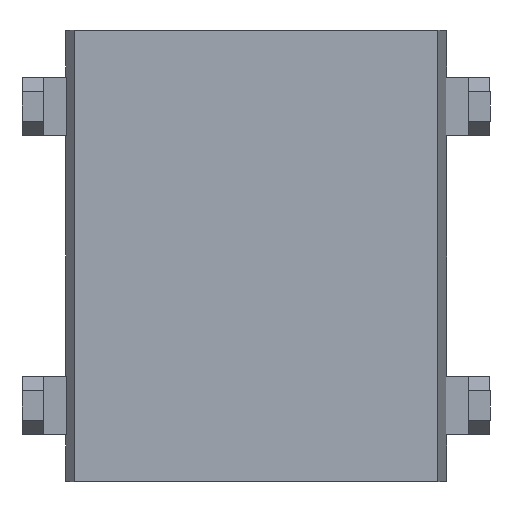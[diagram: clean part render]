
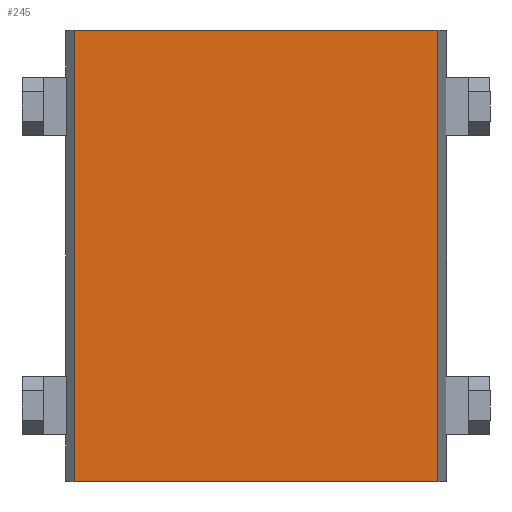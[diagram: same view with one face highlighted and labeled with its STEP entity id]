
A CAD part, front view. The second image highlights one B-rep face of the part: STEP entity #245.
In plain terms, the highlighted planar face has unit normal (0, -1, 0).
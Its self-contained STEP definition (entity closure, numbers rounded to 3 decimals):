
#125 = EDGE_CURVE ( 'NONE', #126, #190, #1457, .T. ) ;
#126 = VERTEX_POINT ( 'NONE', #1453 ) ;
#162 = ORIENTED_EDGE ( 'NONE', *, *, #164, .F. ) ;
#163 = VERTEX_POINT ( 'NONE', #1574 ) ;
#164 = EDGE_CURVE ( 'NONE', #163, #249, #1572, .T. ) ;
#165 = ORIENTED_EDGE ( 'NONE', *, *, #166, .F. ) ;
#166 = EDGE_CURVE ( 'NONE', #126, #163, #1626, .T. ) ;
#167 = ORIENTED_EDGE ( 'NONE', *, *, #125, .T. ) ;
#190 = VERTEX_POINT ( 'NONE', #1638 ) ;
#245 = ADVANCED_FACE ( 'NONE', ( #1783 ), #1828, .F. ) ;
#246 = EDGE_LOOP ( 'NONE', ( #247, #162, #165, #167 ) ) ;
#247 = ORIENTED_EDGE ( 'NONE', *, *, #248, .T. ) ;
#248 = EDGE_CURVE ( 'NONE', #190, #249, #1827, .T. ) ;
#249 = VERTEX_POINT ( 'NONE', #1819 ) ;
#1453 = CARTESIAN_POINT ( 'NONE',  ( -3.101, -1.7, 3.85 ) ) ;
#1454 = DIRECTION ( 'NONE',  ( 0., 0., -1. ) ) ;
#1455 = VECTOR ( 'NONE', #1454, 1000. ) ;
#1456 = CARTESIAN_POINT ( 'NONE',  ( -3.101, -1.7, 3.85 ) ) ;
#1457 = LINE ( 'NONE', #1456, #1455 ) ;
#1569 = DIRECTION ( 'NONE',  ( 0., 0., -1. ) ) ;
#1570 = VECTOR ( 'NONE', #1569, 1000. ) ;
#1571 = CARTESIAN_POINT ( 'NONE',  ( 3.101, -1.7, 3.85 ) ) ;
#1572 = LINE ( 'NONE', #1571, #1570 ) ;
#1574 = CARTESIAN_POINT ( 'NONE',  ( 3.101, -1.7, 3.85 ) ) ;
#1623 = DIRECTION ( 'NONE',  ( 1., 0., 0. ) ) ;
#1624 = VECTOR ( 'NONE', #1623, 1000. ) ;
#1625 = CARTESIAN_POINT ( 'NONE',  ( -3.101, -1.7, 3.85 ) ) ;
#1626 = LINE ( 'NONE', #1625, #1624 ) ;
#1638 = CARTESIAN_POINT ( 'NONE',  ( -3.101, -1.7, -3.85 ) ) ;
#1783 = FACE_OUTER_BOUND ( 'NONE', #246, .T. ) ;
#1819 = CARTESIAN_POINT ( 'NONE',  ( 3.101, -1.7, -3.85 ) ) ;
#1820 = DIRECTION ( 'NONE',  ( 1., 0., 0. ) ) ;
#1821 = VECTOR ( 'NONE', #1820, 1000. ) ;
#1822 = CARTESIAN_POINT ( 'NONE',  ( -3.101, -1.7, -3.85 ) ) ;
#1823 = DIRECTION ( 'NONE',  ( 0., 0., 1. ) ) ;
#1824 = DIRECTION ( 'NONE',  ( 0., 1., 0. ) ) ;
#1825 = CARTESIAN_POINT ( 'NONE',  ( -3.101, -1.7, 3.85 ) ) ;
#1826 = AXIS2_PLACEMENT_3D ( 'NONE', #1825, #1824, #1823 ) ;
#1827 = LINE ( 'NONE', #1822, #1821 ) ;
#1828 = PLANE ( 'NONE',  #1826 ) ;
